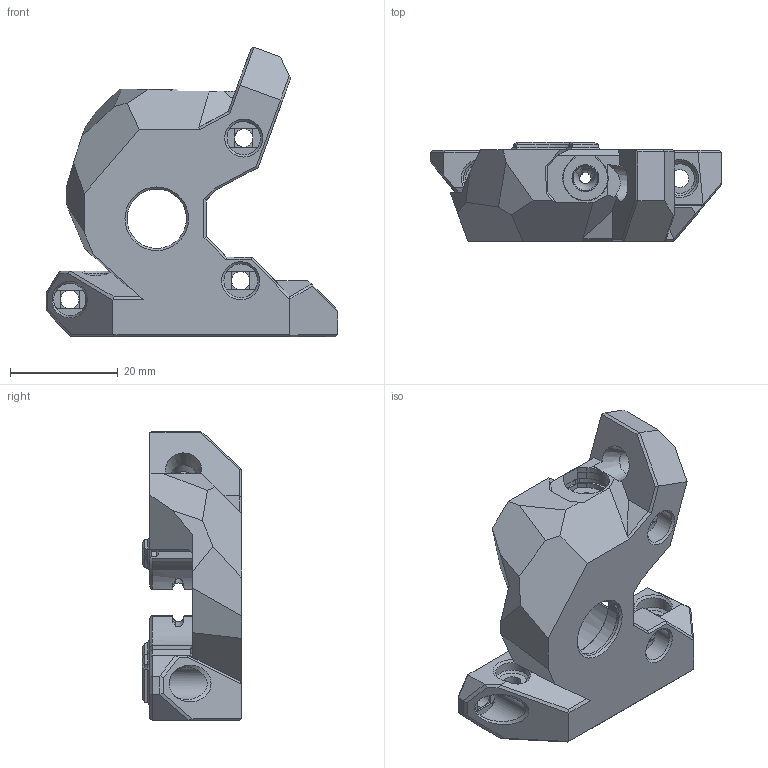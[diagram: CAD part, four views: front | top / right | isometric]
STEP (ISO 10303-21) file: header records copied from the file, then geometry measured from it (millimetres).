
FILE_DESCRIPTION(/* description */ ('','CAx-IF Rec.Pracs.---Representation and Presentation of Product Manufacturing Information (PMI)---4.0---2014-10-13'),/* implementation_level */ '2;1');
FILE_NAME(/* name */ 'WWG2_Dual_Filament_Sensor - modified for A4T v23.step',/* time_stamp */ '2025-02-28T09:41:47Z',/* author */ (''),/* organization */ (''),/* preprocessor_version */ 'ST-DEVELOPER v20',/* originating_system */ 'Autodesk Translation Framework v13.20.0.188',/* authorisation */ '');
FILE_SCHEMA (('AP242_MANAGED_MODEL_BASED_3D_ENGINEERING_MIM_LF { 1 0 10303 442 1 1 4 }'));
Length unit declared in the file: millimetre
Products named in the file (1): WWG2_Dual_FS
Bounding box: 54.06 x 18.39 x 53.69 mm (x, y, z)
Volume: 15419.8 mm3; surface area: 8597.1 mm2
Topology: 1 solids, 1 shells, 362 faces, 962 edges, 604 vertices
Faces by surface type: plane 265, cone 44, cylinder 43, bspline 7, sphere 2, torus 1
Full cylindrical faces by diameter (mm): 1.8 x4, 3.2 x1, 3.3 x1, 3.4 x3, 3.7 x1, 4.7 x1, 5 x1, 6 x3, 6.25 x4, 11 x1, 14.2 x1
Entity records: 12780 total; most frequent: CARTESIAN_POINT 3784, ORIENTED_EDGE 1924, DIRECTION 1794, EDGE_CURVE 962, LINE 688, VECTOR 688, VERTEX_POINT 604, AXIS2_PLACEMENT_3D 553
